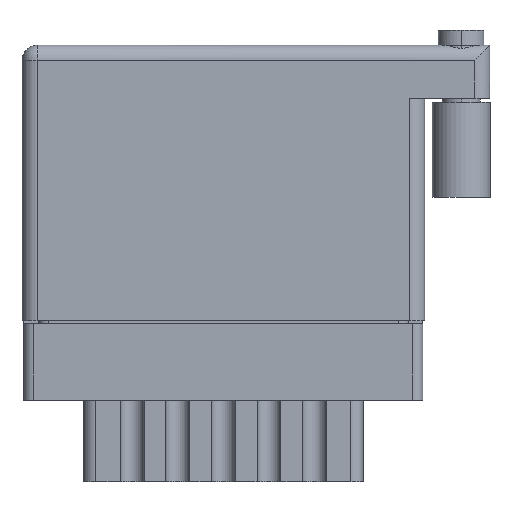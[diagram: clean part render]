
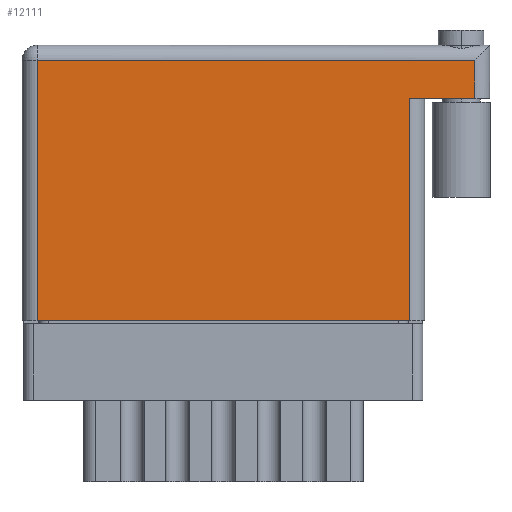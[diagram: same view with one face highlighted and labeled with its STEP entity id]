
A CAD part, front view. The second image highlights one B-rep face of the part: STEP entity #12111.
In plain terms, the highlighted face is planar.
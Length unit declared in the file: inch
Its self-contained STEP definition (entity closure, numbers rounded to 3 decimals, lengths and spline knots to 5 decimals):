
#1185 = ORIENTED_EDGE ( 'NONE', *, *, #8607, .T. ) ;
#1291 = FACE_OUTER_BOUND ( 'NONE', #28244, .T. ) ;
#1493 = CARTESIAN_POINT ( 'NONE',  ( 0., 0.906, 0. ) ) ;
#1596 = CARTESIAN_POINT ( 'NONE',  ( 0.05, 0., 0. ) ) ;
#1664 = EDGE_CURVE ( 'NONE', #14025, #12864, #23815, .T. ) ;
#2397 = VERTEX_POINT ( 'NONE', #26999 ) ;
#2684 = VERTEX_POINT ( 'NONE', #25519 ) ;
#3391 = VECTOR ( 'NONE', #4376, 39.37008 ) ;
#3857 = DIRECTION ( 'NONE',  ( 0., 0., -1. ) ) ;
#4255 = DIRECTION ( 'NONE',  ( 0., 1., 0. ) ) ;
#4376 = DIRECTION ( 'NONE',  ( -1., 0., 0. ) ) ;
#4605 = CARTESIAN_POINT ( 'NONE',  ( 0., 0., 0. ) ) ;
#4697 = ORIENTED_EDGE ( 'NONE', *, *, #29421, .T. ) ;
#5231 = DIRECTION ( 'NONE',  ( 0., 1., 0. ) ) ;
#5282 = CARTESIAN_POINT ( 'NONE',  ( 1.489, 0.731, 0. ) ) ;
#5901 = DIRECTION ( 'NONE',  ( -1., 0., 0. ) ) ;
#6832 = CARTESIAN_POINT ( 'NONE',  ( 1.489, 0.906, 0. ) ) ;
#8607 = EDGE_CURVE ( 'NONE', #2397, #12864, #14648, .T. ) ;
#9481 = ORIENTED_EDGE ( 'NONE', *, *, #13730, .T. ) ;
#10303 = VERTEX_POINT ( 'NONE', #1596 ) ;
#10475 = EDGE_CURVE ( 'NONE', #14025, #2684, #28292, .T. ) ;
#11546 = CARTESIAN_POINT ( 'NONE',  ( 1.275, 0.731, 0. ) ) ;
#12111 = ADVANCED_FACE ( 'NONE', ( #1291 ), #27121, .F. ) ;
#12488 = LINE ( 'NONE', #4605, #28779 ) ;
#12864 = VERTEX_POINT ( 'NONE', #11546 ) ;
#13151 = VECTOR ( 'NONE', #23329, 39.37008 ) ;
#13730 = EDGE_CURVE ( 'NONE', #2684, #14044, #16319, .T. ) ;
#14025 = VERTEX_POINT ( 'NONE', #5282 ) ;
#14044 = VERTEX_POINT ( 'NONE', #18295 ) ;
#14324 = CARTESIAN_POINT ( 'NONE',  ( 1.275, 0.731, 0. ) ) ;
#14648 = LINE ( 'NONE', #14324, #29108 ) ;
#15711 = CARTESIAN_POINT ( 'NONE',  ( 1.539, 0.731, 0. ) ) ;
#16222 = ORIENTED_EDGE ( 'NONE', *, *, #1664, .F. ) ;
#16319 = LINE ( 'NONE', #27946, #3391 ) ;
#18295 = CARTESIAN_POINT ( 'NONE',  ( 0.05, 0.856, 0. ) ) ;
#18386 = EDGE_CURVE ( 'NONE', #10303, #2397, #12488, .T. ) ;
#20164 = VECTOR ( 'NONE', #4255, 39.37008 ) ;
#20646 = ORIENTED_EDGE ( 'NONE', *, *, #18386, .T. ) ;
#23329 = DIRECTION ( 'NONE',  ( 0., -1., 0. ) ) ;
#23712 = AXIS2_PLACEMENT_3D ( 'NONE', #1493, #3857, #24631 ) ;
#23815 = LINE ( 'NONE', #15711, #29786 ) ;
#24631 = DIRECTION ( 'NONE',  ( -1., 0., 0. ) ) ;
#25519 = CARTESIAN_POINT ( 'NONE',  ( 1.489, 0.856, 0. ) ) ;
#25788 = ORIENTED_EDGE ( 'NONE', *, *, #10475, .T. ) ;
#25920 = DIRECTION ( 'NONE',  ( 1., 0., 0. ) ) ;
#26049 = CARTESIAN_POINT ( 'NONE',  ( 0.05, 0., 0. ) ) ;
#26999 = CARTESIAN_POINT ( 'NONE',  ( 1.275, 0., 0. ) ) ;
#27121 = PLANE ( 'NONE',  #23712 ) ;
#27946 = CARTESIAN_POINT ( 'NONE',  ( 0., 0.856, 0. ) ) ;
#28244 = EDGE_LOOP ( 'NONE', ( #20646, #1185, #16222, #25788, #9481, #4697 ) ) ;
#28292 = LINE ( 'NONE', #6832, #20164 ) ;
#28779 = VECTOR ( 'NONE', #25920, 39.37008 ) ;
#29088 = LINE ( 'NONE', #26049, #13151 ) ;
#29108 = VECTOR ( 'NONE', #5231, 39.37008 ) ;
#29421 = EDGE_CURVE ( 'NONE', #14044, #10303, #29088, .T. ) ;
#29786 = VECTOR ( 'NONE', #5901, 39.37008 ) ;
